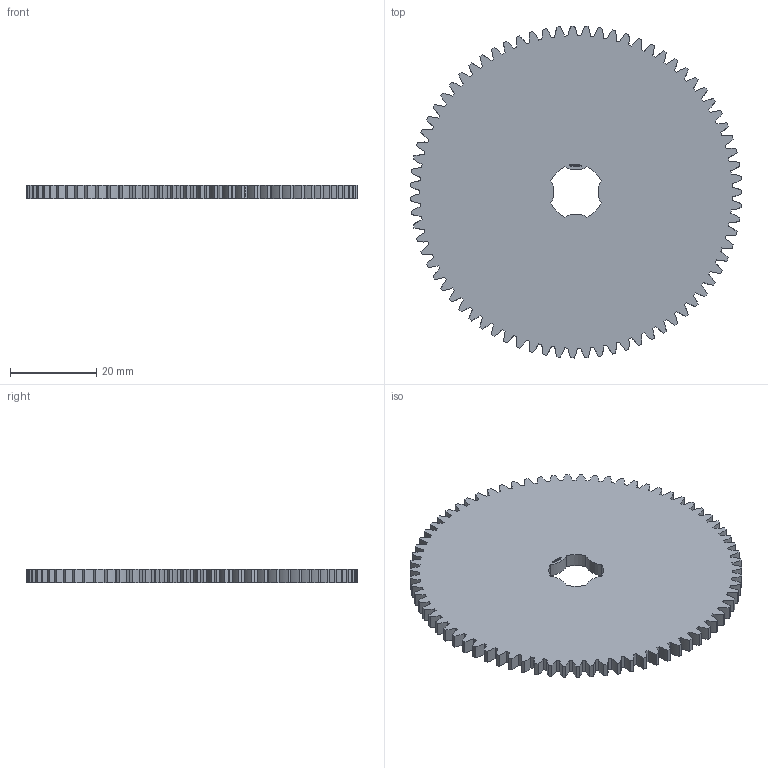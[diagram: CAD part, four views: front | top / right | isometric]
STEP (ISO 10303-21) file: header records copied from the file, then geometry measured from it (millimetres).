
FILE_DESCRIPTION(('FreeCAD Model'),'2;1');
FILE_NAME('Open CASCADE Shape Model','2024-03-10T23:19:18',(''),(''), 'Open CASCADE STEP processor 7.6','FreeCAD','Unknown');
FILE_SCHEMA(('AUTOMOTIVE_DESIGN { 1 0 10303 214 1 1 1 1 }'));
Products named in the file (1): Gear Wheel PLN TTH75 BU00.25 SFT-SHD - SPN-GWH-0277 (stemfie.org)
Bounding box: 76.98 x 77 x 3.12 mm (x, y, z)
Volume: 13409.7 mm3; surface area: 10194.2 mm2
Topology: 1 solids, 1 shells, 735 faces, 2112 edges, 1408 vertices
Faces by surface type: extrusion 406, plane 321, cylinder 8
Entity records: 70514 total; most frequent: CARTESIAN_POINT 26050, DIRECTION 5794, VECTOR 5086, LINE 4680, ORIENTED_EDGE 4224, PCURVE 4224, DEFINITIONAL_REPRESENTATION 4224, EDGE_CURVE 2112
